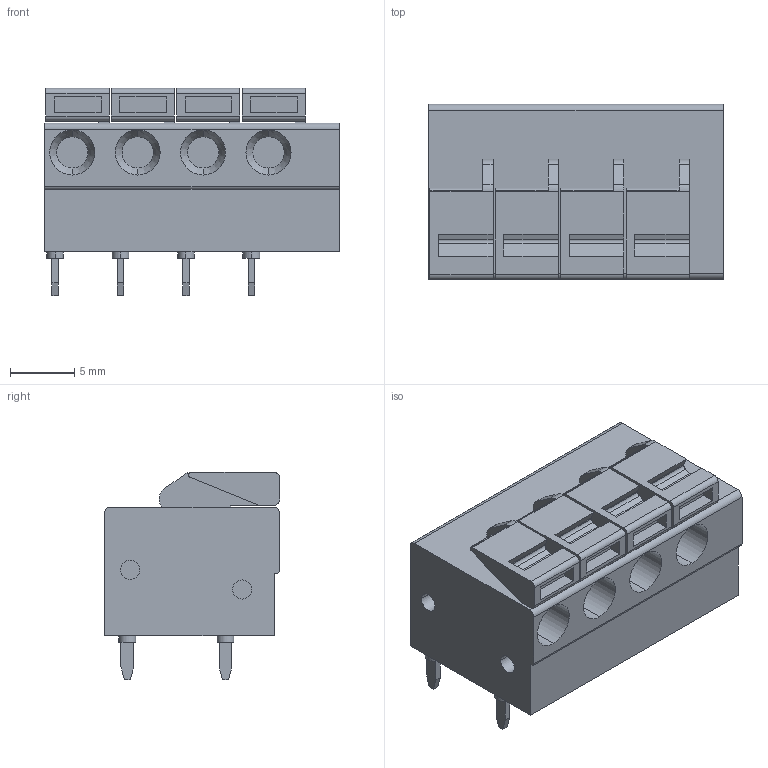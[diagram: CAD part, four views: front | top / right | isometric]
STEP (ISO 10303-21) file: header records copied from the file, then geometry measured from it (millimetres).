
FILE_DESCRIPTION(('STEP AP214'),'1');
FILE_NAME('1791282.stp','2018-10-15T20:46:00',('TraceParts'),('TraceParts S.A.'),'Spatial InterOp 3D',' ',' ');
FILE_SCHEMA(('automotive_design'));
Length unit declared in the file: millimetre
Products named in the file (1): 1791282
Bounding box: 22.86 x 13.6 x 16.1 mm (x, y, z)
Volume: 3146.4 mm3; surface area: 2167 mm2
Topology: 1 solids, 1 shells, 280 faces, 716 edges, 472 vertices
Faces by surface type: plane 171, cylinder 101, cone 8
Entity records: 10742 total; most frequent: DIRECTION 1484, CARTESIAN_POINT 1469, ORIENTED_EDGE 1432, EDGE_CURVE 716, LINE 510, VECTOR 510, AXIS2_PLACEMENT_3D 487, VERTEX_POINT 472
